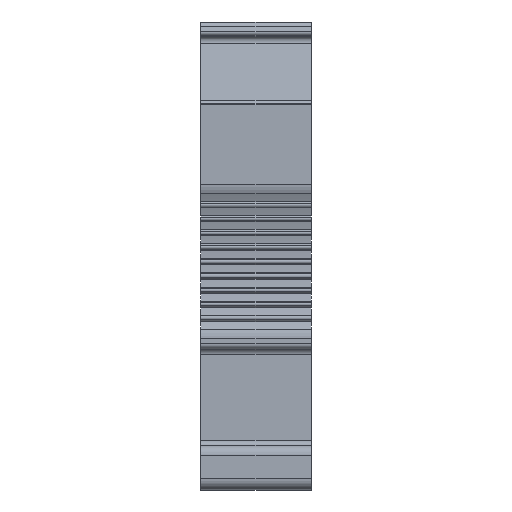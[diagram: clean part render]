
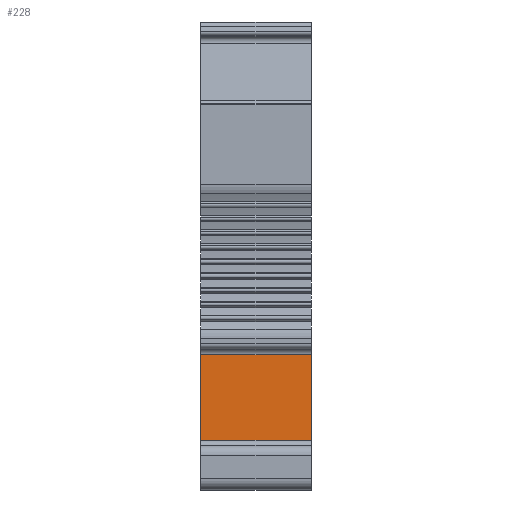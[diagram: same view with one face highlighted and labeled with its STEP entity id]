
A CAD part, front view. The second image highlights one B-rep face of the part: STEP entity #228.
In plain terms, the highlighted planar face has unit normal (0, -1, 0).
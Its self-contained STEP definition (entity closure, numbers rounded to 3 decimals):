
#228=ADVANCED_FACE('',(#2261),#2263,.F.);
#2261=FACE_BOUND('',#2262,.T.);
#2262=EDGE_LOOP('',(#4158,#4159,#4160,#4161));
#2263=PLANE('',#2264);
#2264=AXIS2_PLACEMENT_3D('',#2265,#2266,#2267);
#2265=CARTESIAN_POINT('',(566.983,-328.875,16.2));
#2266=DIRECTION('',(0.,1.,0.));
#2267=DIRECTION('',(0.,0.,-1.));
#4158=ORIENTED_EDGE('',*,*,#5233,.T.);
#4159=ORIENTED_EDGE('',*,*,#5431,.T.);
#4160=ORIENTED_EDGE('',*,*,#5189,.F.);
#4161=ORIENTED_EDGE('',*,*,#5432,.T.);
#5189=EDGE_CURVE('',#6003,#6005,#6006,.T.);
#5233=EDGE_CURVE('',#6091,#6089,#6092,.T.);
#5431=EDGE_CURVE('',#6089,#6005,#6469,.T.);
#5432=EDGE_CURVE('',#6003,#6091,#6470,.T.);
#6003=VERTEX_POINT('',#7484);
#6005=VERTEX_POINT('',#7489);
#6006=LINE('',#7490,#7491);
#6089=VERTEX_POINT('',#7675);
#6091=VERTEX_POINT('',#7680);
#6092=LINE('',#7681,#7682);
#6469=LINE('',#8533,#8534);
#6470=LINE('',#8536,#8537);
#7484=CARTESIAN_POINT('',(566.983,-328.875,16.2));
#7489=CARTESIAN_POINT('',(566.983,-328.875,8.5));
#7490=CARTESIAN_POINT('',(566.983,-328.875,16.2));
#7491=VECTOR('',#7492,1.);
#7492=DIRECTION('',(0.,0.,-1.));
#7675=CARTESIAN_POINT('',(556.983,-328.875,8.5));
#7680=CARTESIAN_POINT('',(556.983,-328.875,16.2));
#7681=CARTESIAN_POINT('',(556.983,-328.875,16.2));
#7682=VECTOR('',#7683,1.);
#7683=DIRECTION('',(0.,0.,-1.));
#8533=CARTESIAN_POINT('',(556.983,-328.875,8.5));
#8534=VECTOR('',#8535,1.);
#8535=DIRECTION('',(1.,0.,0.));
#8536=CARTESIAN_POINT('',(566.983,-328.875,16.2));
#8537=VECTOR('',#8538,1.);
#8538=DIRECTION('',(-1.,0.,0.));
